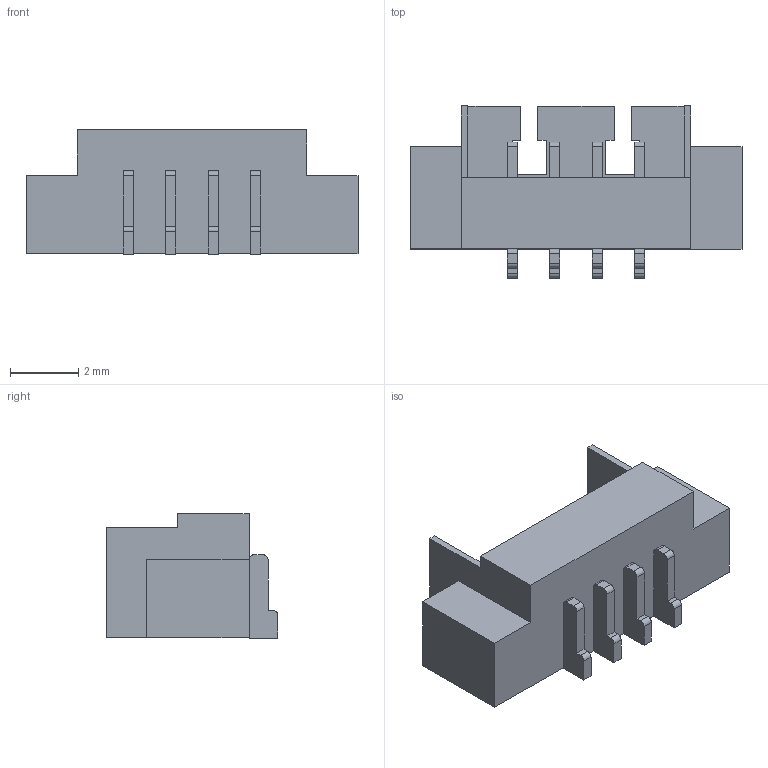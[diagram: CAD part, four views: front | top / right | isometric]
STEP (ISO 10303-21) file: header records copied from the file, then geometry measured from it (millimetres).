
FILE_DESCRIPTION (( 'STEP AP214' ), '1' );
FILE_NAME ('User Library-WT4p1.25.STEP', '2020-08-26T03:18:03', ( '' ), ( '' ), 'SwSTEP 2.0', 'SolidWorks 2020', '' );
FILE_SCHEMA (( 'AUTOMOTIVE_DESIGN' ));
Length unit declared in the file: millimetre
Products named in the file (3): User Library-WT4p1.25; _X2_53678D34_X0_8p1.25_X2_63D29488_X0_; _X2_53678D34_X0_4p1.25_1
Assembly tree (5 placements, depth 2):
  User Library-WT4p1.25
    _X2_53678D34_X0_4p1.25_1
    _X2_53678D34_X0_8p1.25_X2_63D29488_X0_  x4
Bounding box: 9.75 x 5.05 x 3.66 mm (x, y, z)
Volume: 60.5 mm3; surface area: 247.6 mm2
Topology: 5 solids, 5 shells, 121 faces, 331 edges, 220 vertices
Faces by surface type: plane 101, cylinder 20
Entity records: 3134 total; most frequent: CARTESIAN_POINT 404, ORIENTED_EDGE 392, DIRECTION 362, EDGE_CURVE 196, LINE 186, VECTOR 186, VERTEX_POINT 130, AXIS2_PLACEMENT_3D 88
